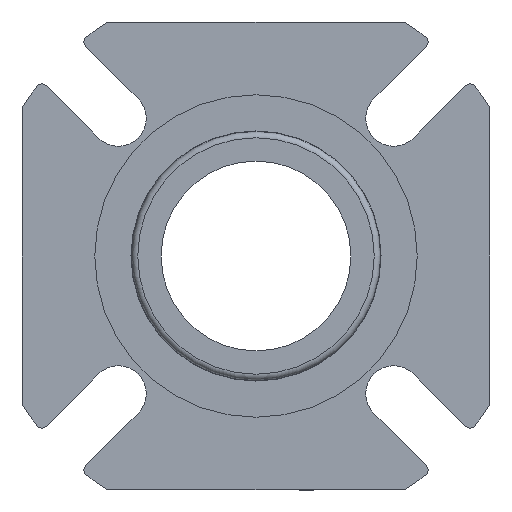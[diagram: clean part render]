
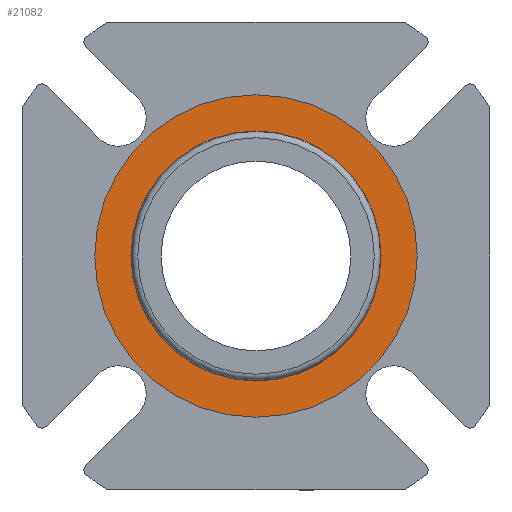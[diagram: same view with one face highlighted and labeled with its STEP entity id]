
A CAD part, left-side view. The second image highlights one B-rep face of the part: STEP entity #21082.
In plain terms, the highlighted planar face has unit normal (-1, 0, 0).
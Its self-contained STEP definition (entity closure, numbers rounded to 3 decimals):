
#7712=ORIENTED_EDGE('',*,*,#9939,.T.);
#7713=ORIENTED_EDGE('',*,*,#9938,.T.);
#9938=EDGE_CURVE('',#11363,#11363,#11931,.T.);
#9939=EDGE_CURVE('',#11364,#11364,#11932,.T.);
#11363=VERTEX_POINT('',#36157);
#11364=VERTEX_POINT('',#36160);
#11931=CIRCLE('',#22413,40.46);
#11932=CIRCLE('',#22415,31.38);
#12892=EDGE_LOOP('',(#7712));
#12893=EDGE_LOOP('',(#7713));
#13863=FACE_BOUND('',#12892,.T.);
#13864=FACE_BOUND('',#12893,.T.);
#14166=PLANE('',#22414);
#21082=ADVANCED_FACE('',(#13863,#13864),#14166,.F.);
#22413=AXIS2_PLACEMENT_3D('',#36156,#26119,#26120);
#22414=AXIS2_PLACEMENT_3D('',#36158,#26121,#26122);
#22415=AXIS2_PLACEMENT_3D('',#36159,#26123,#26124);
#26119=DIRECTION('',(-1.,0.,0.));
#26120=DIRECTION('',(0.,0.,1.));
#26121=DIRECTION('',(1.,0.,0.));
#26122=DIRECTION('',(0.,0.,-1.));
#26123=DIRECTION('',(1.,0.,0.));
#26124=DIRECTION('',(0.,0.,-1.));
#36156=CARTESIAN_POINT('',(-13.97,0.,0.));
#36157=CARTESIAN_POINT('',(-13.97,0.,40.46));
#36158=CARTESIAN_POINT('',(-13.97,0.,40.46));
#36159=CARTESIAN_POINT('',(-13.97,0.,0.));
#36160=CARTESIAN_POINT('',(-13.97,0.,-31.38));
